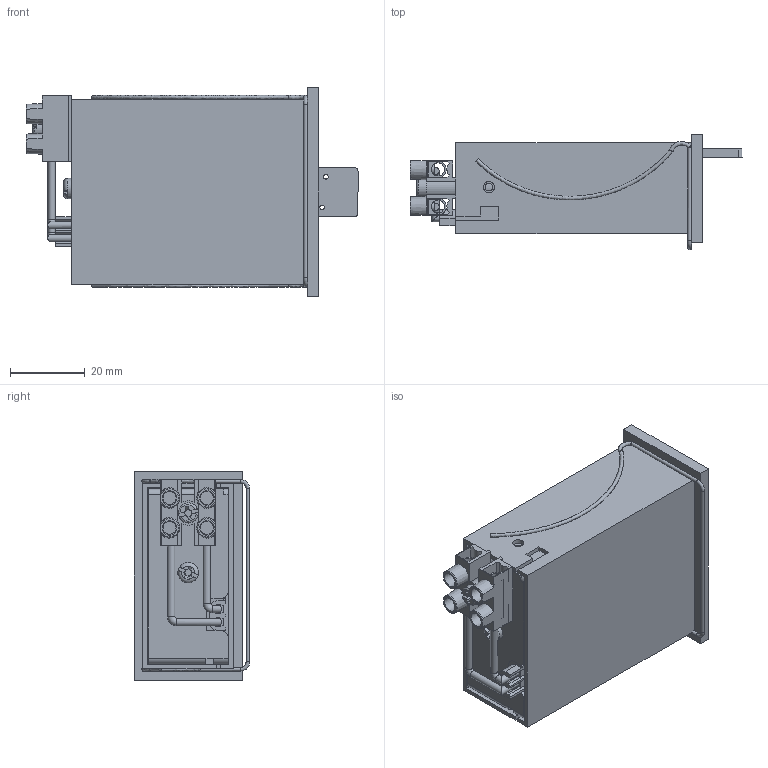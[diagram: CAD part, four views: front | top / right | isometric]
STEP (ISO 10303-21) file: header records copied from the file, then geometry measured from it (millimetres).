
FILE_DESCRIPTION( ( 'Unknown' ), '1' );
FILE_NAME( 'CR 26 -6 DIGIT RESETTABLE (BAIL MOUNT) _23.08.23.stp', 'Unknown', ( 'Unknown' ), ( 'Unknown' ), 'PSStep 17.0.49', 'Unknown', ' ' );
FILE_SCHEMA( ( 'AUTOMOTIVE_DESIGN { 1 0 10303 214 1 1 1 1 }' ) );
Length unit declared in the file: millimetre
Products named in the file (16): Assem1; SE1801 REV 03 BOBBIN-COIL(70800-005-D); EARTHING CONNECTOR; AA6239_REV_03; AA6231_REV_04_ M3 SCREW; SF2001 REV 01 WINDOW With Digit; WIRE FOR TERMINAL STRIP big; WIRE FOR TERMINAL STRIP Small; SF1001_REV_04_COVER_1846-013-D_CR26; mounting wire; FRAME SOLID PAR; SE1101 REV 00 RESET ARM(1863-003-D)_SOLID
Assembly tree (15 placements, depth 2):
  Assem1
    SE1801 REV 03 BOBBIN-COIL(70800-005-D)
    EARTHING CONNECTOR
    EARTHING CONNECTOR
    EARTHING CONNECTOR
    EARTHING CONNECTOR
    EARTHING CONNECTOR
    AA6239_REV_03
    AA6231_REV_04_ M3 SCREW
    SF2001 REV 01 WINDOW With Digit
    WIRE FOR TERMINAL STRIP big
    WIRE FOR TERMINAL STRIP Small
    SF1001_REV_04_COVER_1846-013-D_CR26
    mounting wire
    FRAME SOLID PAR
    SE1101 REV 00 RESET ARM(1863-003-D)_SOLID
Bounding box: 88.98 x 30.97 x 55.88 mm (x, y, z)
Volume: 81173.9 mm3; surface area: 42347.6 mm2
Topology: 15 solids, 15 shells, 470 faces, 1207 edges, 795 vertices
Faces by surface type: plane 307, cylinder 104, torus 17, bspline 16, cone 13, extrusion 13
Full cylindrical faces by diameter (mm): 0.02 x1, 0.991 x1, 1 x3, 1.2 x2, 1.981 x1, 2 x6, 2.02 x1, 2.032 x1, 2.15 x1, 2.372 x4, 2.4 x2, 2.9 x4, 3 x1, 3.5 x7, 3.9 x4, 4 x1, 5.4 x1, 5.5 x1, 6.121 x1, 8.28 x1, 20.003 x1
Entity records: 26798 total; most frequent: CARTESIAN_POINT 11718, ORIENTED_EDGE 2244, DIRECTION 2187, EDGE_CURVE 1122, VERTEX_POINT 771, VECTOR 757, LINE 744, AXIS2_PLACEMENT_3D 715
